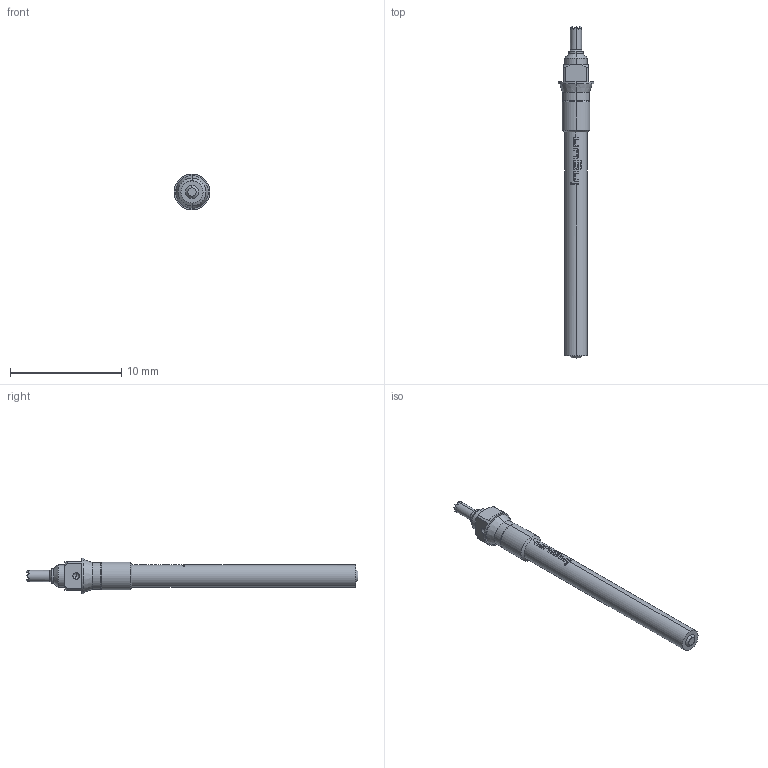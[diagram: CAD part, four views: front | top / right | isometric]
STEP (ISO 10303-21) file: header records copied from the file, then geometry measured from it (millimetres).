
FILE_DESCRIPTION (( 'STEP AP203' ), '1' );
FILE_NAME ('INGUN_PKS-355_206_100_A_xx02_M.STEP', '2020-10-30T11:33:43', ( '' ), ( '' ), 'SwSTEP 2.0', 'SolidWorks 2018', '' );
FILE_SCHEMA (( 'CONFIG_CONTROL_DESIGN' ));
Length unit declared in the file: millimetre
Products named in the file (1): INGUN_PKS-355_206_100_A_xx02_M
Bounding box: 3.2 x 29.8 x 3.2 mm (x, y, z)
Volume: 99.2 mm3; surface area: 203.1 mm2
Topology: 1 solids, 1 shells, 158 faces, 406 edges, 257 vertices
Faces by surface type: bspline 58, plane 51, cylinder 33, cone 16
Entity records: 6223 total; most frequent: CARTESIAN_POINT 2996, ORIENTED_EDGE 812, EDGE_CURVE 406, DIRECTION 398, VERTEX_POINT 257, B_SPLINE_CURVE_WITH_KNOTS 238, EDGE_LOOP 165, ADVANCED_FACE 158
